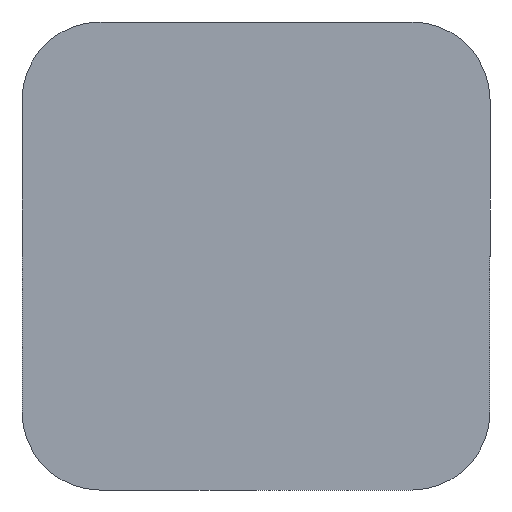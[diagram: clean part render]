
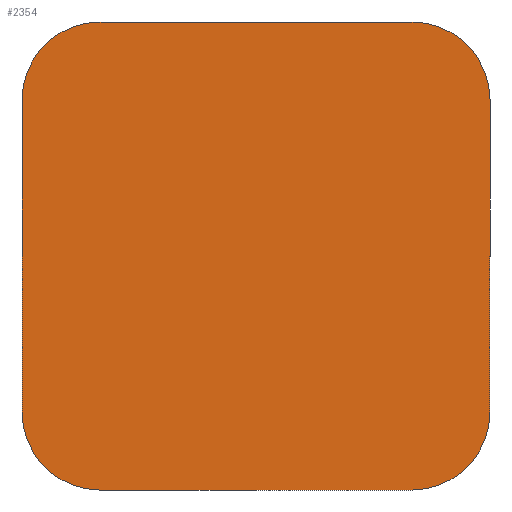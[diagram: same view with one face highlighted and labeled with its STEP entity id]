
A CAD part, front view. The second image highlights one B-rep face of the part: STEP entity #2354.
In plain terms, the highlighted planar face has unit normal (0, -1, 0).
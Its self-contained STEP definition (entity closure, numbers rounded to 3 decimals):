
#81 = DIRECTION ( 'NONE',  ( 0., 0., 1. ) ) ;
#109 = AXIS2_PLACEMENT_3D ( 'NONE', #1303, #2335, #2040 ) ;
#115 = DIRECTION ( 'NONE',  ( 0., 0., 1. ) ) ;
#140 = DIRECTION ( 'NONE',  ( 0., 0., 1. ) ) ;
#147 = CARTESIAN_POINT ( 'NONE',  ( 10., 0., -15. ) ) ;
#217 = CARTESIAN_POINT ( 'NONE',  ( 10., 0., 15. ) ) ;
#413 = CARTESIAN_POINT ( 'NONE',  ( 15., 0., -10. ) ) ;
#417 = ORIENTED_EDGE ( 'NONE', *, *, #3181, .T. ) ;
#472 = LINE ( 'NONE', #1013, #2535 ) ;
#569 = CARTESIAN_POINT ( 'NONE',  ( -15., 0., -15. ) ) ;
#584 = ORIENTED_EDGE ( 'NONE', *, *, #2129, .F. ) ;
#638 = VERTEX_POINT ( 'NONE', #413 ) ;
#666 = AXIS2_PLACEMENT_3D ( 'NONE', #2947, #1693, #115 ) ;
#667 = ORIENTED_EDGE ( 'NONE', *, *, #2309, .F. ) ;
#889 = CARTESIAN_POINT ( 'NONE',  ( -15., 0., -15. ) ) ;
#937 = VERTEX_POINT ( 'NONE', #3044 ) ;
#941 = CARTESIAN_POINT ( 'NONE',  ( 15., 0., 10. ) ) ;
#1013 = CARTESIAN_POINT ( 'NONE',  ( 15., 0., -15. ) ) ;
#1035 = CARTESIAN_POINT ( 'NONE',  ( -10., 0., 15. ) ) ;
#1044 = CIRCLE ( 'NONE', #666, 5. ) ;
#1188 = EDGE_CURVE ( 'NONE', #1401, #2538, #2790, .T. ) ;
#1209 = ORIENTED_EDGE ( 'NONE', *, *, #3058, .F. ) ;
#1260 = CIRCLE ( 'NONE', #2476, 5. ) ;
#1303 = CARTESIAN_POINT ( 'NONE',  ( 0., 0., 0. ) ) ;
#1351 = AXIS2_PLACEMENT_3D ( 'NONE', #2111, #1877, #2161 ) ;
#1390 = VECTOR ( 'NONE', #1804, 1000. ) ;
#1401 = VERTEX_POINT ( 'NONE', #1035 ) ;
#1476 = DIRECTION ( 'NONE',  ( 1., 0., 0. ) ) ;
#1509 = AXIS2_PLACEMENT_3D ( 'NONE', #2653, #2864, #81 ) ;
#1590 = LINE ( 'NONE', #569, #1390 ) ;
#1602 = DIRECTION ( 'NONE',  ( 0., -1., 0. ) ) ;
#1693 = DIRECTION ( 'NONE',  ( 0., -1., 0. ) ) ;
#1781 = EDGE_LOOP ( 'NONE', ( #2066, #2055, #667, #417, #1209, #2261, #584, #2424 ) ) ;
#1804 = DIRECTION ( 'NONE',  ( -1., 0., 0. ) ) ;
#1877 = DIRECTION ( 'NONE',  ( 0., -1., 0. ) ) ;
#1947 = VECTOR ( 'NONE', #1476, 1000. ) ;
#1983 = CIRCLE ( 'NONE', #1509, 5. ) ;
#2038 = VERTEX_POINT ( 'NONE', #147 ) ;
#2040 = DIRECTION ( 'NONE',  ( 0., 0., 1. ) ) ;
#2055 = ORIENTED_EDGE ( 'NONE', *, *, #2499, .T. ) ;
#2066 = ORIENTED_EDGE ( 'NONE', *, *, #3210, .F. ) ;
#2111 = CARTESIAN_POINT ( 'NONE',  ( -10., 0., 10. ) ) ;
#2129 = EDGE_CURVE ( 'NONE', #1401, #2230, #2735, .T. ) ;
#2161 = DIRECTION ( 'NONE',  ( 0., 0., 1. ) ) ;
#2162 = DIRECTION ( 'NONE',  ( 0., 0., 1. ) ) ;
#2179 = CARTESIAN_POINT ( 'NONE',  ( -15., 0., 10. ) ) ;
#2230 = VERTEX_POINT ( 'NONE', #217 ) ;
#2261 = ORIENTED_EDGE ( 'NONE', *, *, #2940, .T. ) ;
#2309 = EDGE_CURVE ( 'NONE', #2038, #2727, #1590, .T. ) ;
#2335 = DIRECTION ( 'NONE',  ( 0., 1., 0. ) ) ;
#2354 = ADVANCED_FACE ( 'NONE', ( #2582 ), #2813, .F. ) ;
#2414 = CARTESIAN_POINT ( 'NONE',  ( 10., 0., -10. ) ) ;
#2424 = ORIENTED_EDGE ( 'NONE', *, *, #1188, .T. ) ;
#2476 = AXIS2_PLACEMENT_3D ( 'NONE', #2414, #1602, #2162 ) ;
#2491 = CARTESIAN_POINT ( 'NONE',  ( -10., 0., -15. ) ) ;
#2499 = EDGE_CURVE ( 'NONE', #937, #2727, #1983, .T. ) ;
#2535 = VECTOR ( 'NONE', #3097, 1000. ) ;
#2538 = VERTEX_POINT ( 'NONE', #2179 ) ;
#2582 = FACE_OUTER_BOUND ( 'NONE', #1781, .T. ) ;
#2653 = CARTESIAN_POINT ( 'NONE',  ( -10., 0., -10. ) ) ;
#2727 = VERTEX_POINT ( 'NONE', #2491 ) ;
#2735 = LINE ( 'NONE', #2769, #1947 ) ;
#2769 = CARTESIAN_POINT ( 'NONE',  ( -15., 0., 15. ) ) ;
#2790 = CIRCLE ( 'NONE', #1351, 5. ) ;
#2799 = VECTOR ( 'NONE', #140, 1000. ) ;
#2813 = PLANE ( 'NONE',  #109 ) ;
#2864 = DIRECTION ( 'NONE',  ( 0., -1., 0. ) ) ;
#2876 = VERTEX_POINT ( 'NONE', #941 ) ;
#2940 = EDGE_CURVE ( 'NONE', #2876, #2230, #1044, .T. ) ;
#2947 = CARTESIAN_POINT ( 'NONE',  ( 10., 0., 10. ) ) ;
#3044 = CARTESIAN_POINT ( 'NONE',  ( -15., 0., -10. ) ) ;
#3058 = EDGE_CURVE ( 'NONE', #2876, #638, #472, .T. ) ;
#3097 = DIRECTION ( 'NONE',  ( 0., 0., -1. ) ) ;
#3153 = LINE ( 'NONE', #889, #2799 ) ;
#3181 = EDGE_CURVE ( 'NONE', #2038, #638, #1260, .T. ) ;
#3210 = EDGE_CURVE ( 'NONE', #937, #2538, #3153, .T. ) ;
